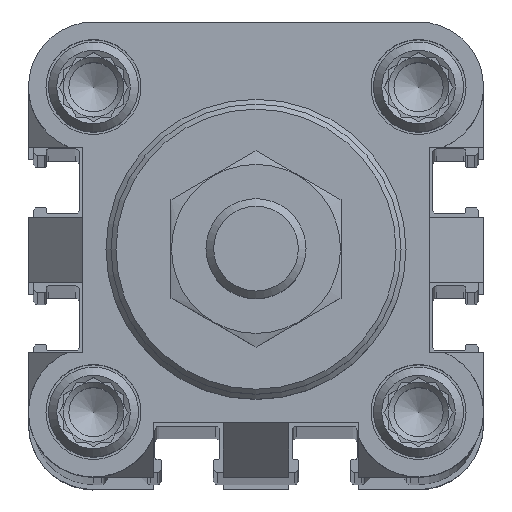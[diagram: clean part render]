
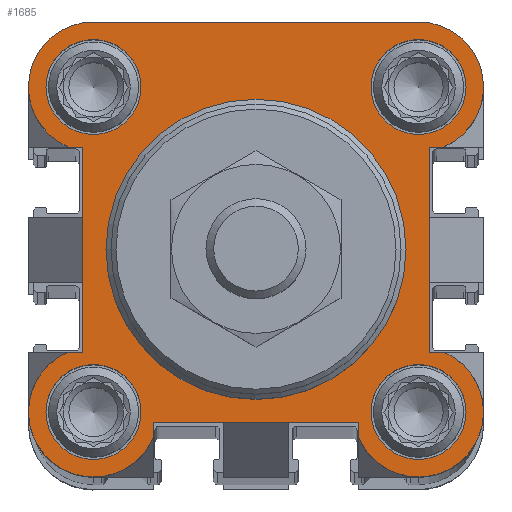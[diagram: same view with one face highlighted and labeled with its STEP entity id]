
A CAD part, top view. The second image highlights one B-rep face of the part: STEP entity #1685.
In plain terms, the highlighted planar face has unit normal (0, 0, 1).
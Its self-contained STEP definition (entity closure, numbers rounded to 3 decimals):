
#1685 = ADVANCED_FACE( '', ( #3544, #3545, #3546, #3547, #3548, #3549 ), #3550, .T. );
#3544 = FACE_BOUND( '', #5528, .T. );
#3545 = FACE_BOUND( '', #5529, .T. );
#3546 = FACE_BOUND( '', #5530, .T. );
#3547 = FACE_BOUND( '', #5531, .T. );
#3548 = FACE_BOUND( '', #5532, .T. );
#3549 = FACE_OUTER_BOUND( '', #5533, .T. );
#3550 = PLANE( '', #5534 );
#5528 = EDGE_LOOP( '', ( #10336 ) );
#5529 = EDGE_LOOP( '', ( #10337 ) );
#5530 = EDGE_LOOP( '', ( #10338 ) );
#5531 = EDGE_LOOP( '', ( #10339 ) );
#5532 = EDGE_LOOP( '', ( #10340 ) );
#5533 = EDGE_LOOP( '', ( #10341, #10342, #10343, #10344, #10345, #10346, #10347, #10348, #10349, #10350, #10351, #10352, #10353, #10354 ) );
#5534 = AXIS2_PLACEMENT_3D( '', #10355, #10356, #10357 );
#10336 = ORIENTED_EDGE( '', *, *, #12142, .T. );
#10337 = ORIENTED_EDGE( '', *, *, #11771, .T. );
#10338 = ORIENTED_EDGE( '', *, *, #12213, .T. );
#10339 = ORIENTED_EDGE( '', *, *, #13427, .T. );
#10340 = ORIENTED_EDGE( '', *, *, #12602, .T. );
#10341 = ORIENTED_EDGE( '', *, *, #13045, .F. );
#10342 = ORIENTED_EDGE( '', *, *, #13428, .T. );
#10343 = ORIENTED_EDGE( '', *, *, #12944, .T. );
#10344 = ORIENTED_EDGE( '', *, *, #13429, .T. );
#10345 = ORIENTED_EDGE( '', *, *, #12868, .F. );
#10346 = ORIENTED_EDGE( '', *, *, #13278, .T. );
#10347 = ORIENTED_EDGE( '', *, *, #13423, .F. );
#10348 = ORIENTED_EDGE( '', *, *, #12710, .T. );
#10349 = ORIENTED_EDGE( '', *, *, #13430, .F. );
#10350 = ORIENTED_EDGE( '', *, *, #13431, .T. );
#10351 = ORIENTED_EDGE( '', *, *, #11465, .F. );
#10352 = ORIENTED_EDGE( '', *, *, #12671, .T. );
#10353 = ORIENTED_EDGE( '', *, *, #13243, .F. );
#10354 = ORIENTED_EDGE( '', *, *, #13410, .T. );
#10355 = CARTESIAN_POINT( '', ( -16.25, -16.25, 0. ) );
#10356 = DIRECTION( '', ( 0., 0., 1. ) );
#10357 = DIRECTION( '', ( 1., 0., 0. ) );
#11465 = EDGE_CURVE( '', #13634, #13636, #13637, .T. );
#11771 = EDGE_CURVE( '', #14185, #14185, #14186, .T. );
#12142 = EDGE_CURVE( '', #14801, #14801, #14802, .T. );
#12213 = EDGE_CURVE( '', #14922, #14922, #14923, .T. );
#12602 = EDGE_CURVE( '', #15524, #15524, #15525, .T. );
#12671 = EDGE_CURVE( '', #13634, #15619, #15621, .T. );
#12710 = EDGE_CURVE( '', #15685, #15682, #15686, .T. );
#12868 = EDGE_CURVE( '', #15915, #15907, #15917, .T. );
#12944 = EDGE_CURVE( '', #16022, #16023, #16024, .T. );
#13045 = EDGE_CURVE( '', #16155, #16157, #16158, .T. );
#13243 = EDGE_CURVE( '', #16402, #15619, #16404, .T. );
#13278 = EDGE_CURVE( '', #15915, #16447, #16449, .T. );
#13410 = EDGE_CURVE( '', #16402, #16157, #16601, .T. );
#13423 = EDGE_CURVE( '', #15685, #16447, #16616, .T. );
#13427 = EDGE_CURVE( '', #16620, #16620, #16621, .T. );
#13428 = EDGE_CURVE( '', #16155, #16022, #16622, .T. );
#13429 = EDGE_CURVE( '', #16023, #15907, #16623, .T. );
#13430 = EDGE_CURVE( '', #16624, #15682, #16625, .T. );
#13431 = EDGE_CURVE( '', #16624, #13636, #16626, .T. );
#13634 = VERTEX_POINT( '', #16856 );
#13636 = VERTEX_POINT( '', #16859 );
#13637 = LINE( '', #16860, #16861 );
#14185 = VERTEX_POINT( '', #17648 );
#14186 = CIRCLE( '', #17649, 4.75 );
#14801 = VERTEX_POINT( '', #18708 );
#14802 = CIRCLE( '', #18709, 15. );
#14922 = VERTEX_POINT( '', #18888 );
#14923 = CIRCLE( '', #18889, 4.75 );
#15524 = VERTEX_POINT( '', #19785 );
#15525 = CIRCLE( '', #19786, 4.75 );
#15619 = VERTEX_POINT( '', #19924 );
#15621 = CIRCLE( '', #19927, 6.5 );
#15682 = VERTEX_POINT( '', #20055 );
#15685 = VERTEX_POINT( '', #20059 );
#15686 = CIRCLE( '', #20060, 6.5 );
#15907 = VERTEX_POINT( '', #20382 );
#15915 = VERTEX_POINT( '', #20394 );
#15917 = LINE( '', #20397, #20398 );
#16022 = VERTEX_POINT( '', #20540 );
#16023 = VERTEX_POINT( '', #20541 );
#16024 = LINE( '', #20542, #20543 );
#16155 = VERTEX_POINT( '', #20725 );
#16157 = VERTEX_POINT( '', #20728 );
#16158 = LINE( '', #20729, #20730 );
#16402 = VERTEX_POINT( '', #21087 );
#16404 = LINE( '', #21090, #21091 );
#16447 = VERTEX_POINT( '', #21177 );
#16449 = LINE( '', #21180, #21181 );
#16601 = LINE( '', #21425, #21426 );
#16616 = LINE( '', #21444, #21445 );
#16620 = VERTEX_POINT( '', #21450 );
#16621 = CIRCLE( '', #21451, 4.75 );
#16622 = CIRCLE( '', #21452, 6.5 );
#16623 = CIRCLE( '', #21453, 6.5 );
#16624 = VERTEX_POINT( '', #21454 );
#16625 = LINE( '', #21455, #21456 );
#16626 = LINE( '', #21457, #21458 );
#16856 = CARTESIAN_POINT( '', ( 10.25, -18.75, 0. ) );
#16859 = CARTESIAN_POINT( '', ( 10.25, -17.3, 0. ) );
#16860 = CARTESIAN_POINT( '', ( 10.25, -25.75, 0. ) );
#16861 = VECTOR( '', #21697, 1000. );
#17648 = CARTESIAN_POINT( '', ( 11.5, -16.25, 0. ) );
#17649 = AXIS2_PLACEMENT_3D( '', #22036, #22037, #22038 );
#18708 = CARTESIAN_POINT( '', ( -15., 0., 0. ) );
#18709 = AXIS2_PLACEMENT_3D( '', #22353, #22354, #22355 );
#18888 = CARTESIAN_POINT( '', ( -21., -16.25, 0. ) );
#18889 = AXIS2_PLACEMENT_3D( '', #22424, #22425, #22426 );
#19785 = CARTESIAN_POINT( '', ( 11.5, 16.25, 0. ) );
#19786 = AXIS2_PLACEMENT_3D( '', #22871, #22872, #22873 );
#19924 = CARTESIAN_POINT( '', ( 18.75, -10.25, 0. ) );
#19927 = AXIS2_PLACEMENT_3D( '', #22934, #22935, #22936 );
#20055 = CARTESIAN_POINT( '', ( -10.25, -18.75, 0. ) );
#20059 = CARTESIAN_POINT( '', ( -18.75, -10.25, 0. ) );
#20060 = AXIS2_PLACEMENT_3D( '', #22957, #22958, #22959 );
#20382 = CARTESIAN_POINT( '', ( -18.75, 10.25, 0. ) );
#20394 = CARTESIAN_POINT( '', ( -17.3, 10.25, 0. ) );
#20397 = CARTESIAN_POINT( '', ( -17.3, 10.25, 0. ) );
#20398 = VECTOR( '', #23121, 1000. );
#20540 = CARTESIAN_POINT( '', ( 16.25, 22.75, 0. ) );
#20541 = CARTESIAN_POINT( '', ( -16.25, 22.75, 0. ) );
#20542 = CARTESIAN_POINT( '', ( 16.25, 22.75, 0. ) );
#20543 = VECTOR( '', #23204, 1000. );
#20725 = CARTESIAN_POINT( '', ( 18.75, 10.25, 0. ) );
#20728 = CARTESIAN_POINT( '', ( 17.3, 10.25, 0. ) );
#20729 = CARTESIAN_POINT( '', ( 27.75, 10.25, 0. ) );
#20730 = VECTOR( '', #23302, 1000. );
#21087 = CARTESIAN_POINT( '', ( 17.3, -10.25, 0. ) );
#21090 = CARTESIAN_POINT( '', ( 17.3, -10.25, 0. ) );
#21091 = VECTOR( '', #23456, 1000. );
#21177 = CARTESIAN_POINT( '', ( -17.3, -10.25, 0. ) );
#21180 = CARTESIAN_POINT( '', ( -17.3, 9.835, 0. ) );
#21181 = VECTOR( '', #23474, 1000. );
#21425 = CARTESIAN_POINT( '', ( 17.3, -9.835, 0. ) );
#21426 = VECTOR( '', #23545, 1000. );
#21444 = CARTESIAN_POINT( '', ( -25.75, -10.25, 0. ) );
#21445 = VECTOR( '', #23555, 1000. );
#21450 = CARTESIAN_POINT( '', ( -21., 16.25, 0. ) );
#21451 = AXIS2_PLACEMENT_3D( '', #23557, #23558, #23559 );
#21452 = AXIS2_PLACEMENT_3D( '', #23560, #23561, #23562 );
#21453 = AXIS2_PLACEMENT_3D( '', #23563, #23564, #23565 );
#21454 = CARTESIAN_POINT( '', ( -10.25, -17.3, 0. ) );
#21455 = CARTESIAN_POINT( '', ( -10.25, -17.3, 0. ) );
#21456 = VECTOR( '', #23566, 1000. );
#21457 = CARTESIAN_POINT( '', ( -9.835, -17.3, 0. ) );
#21458 = VECTOR( '', #23567, 1000. );
#21697 = DIRECTION( '', ( 0., 1., 0. ) );
#22036 = CARTESIAN_POINT( '', ( 16.25, -16.25, 0. ) );
#22037 = DIRECTION( '', ( 0., 0., -1. ) );
#22038 = DIRECTION( '', ( -1., 0., 0. ) );
#22353 = CARTESIAN_POINT( '', ( 0., 0., 0. ) );
#22354 = DIRECTION( '', ( 0., 0., -1. ) );
#22355 = DIRECTION( '', ( -1., 0., 0. ) );
#22424 = CARTESIAN_POINT( '', ( -16.25, -16.25, 0. ) );
#22425 = DIRECTION( '', ( 0., 0., -1. ) );
#22426 = DIRECTION( '', ( -1., 0., 0. ) );
#22871 = CARTESIAN_POINT( '', ( 16.25, 16.25, 0. ) );
#22872 = DIRECTION( '', ( 0., 0., -1. ) );
#22873 = DIRECTION( '', ( -1., 0., 0. ) );
#22934 = CARTESIAN_POINT( '', ( 16.25, -16.25, 0. ) );
#22935 = DIRECTION( '', ( 0., 0., 1. ) );
#22936 = DIRECTION( '', ( 1., 0., 0. ) );
#22957 = CARTESIAN_POINT( '', ( -16.25, -16.25, 0. ) );
#22958 = DIRECTION( '', ( 0., 0., 1. ) );
#22959 = DIRECTION( '', ( 1., 0., 0. ) );
#23121 = DIRECTION( '', ( -1., 0., 0. ) );
#23204 = DIRECTION( '', ( -1., 0., 0. ) );
#23302 = DIRECTION( '', ( -1., 0., 0. ) );
#23456 = DIRECTION( '', ( 1., 0., 0. ) );
#23474 = DIRECTION( '', ( 0., -1., 0. ) );
#23545 = DIRECTION( '', ( 0., 1., 0. ) );
#23555 = DIRECTION( '', ( 1., 0., 0. ) );
#23557 = CARTESIAN_POINT( '', ( -16.25, 16.25, 0. ) );
#23558 = DIRECTION( '', ( 0., 0., -1. ) );
#23559 = DIRECTION( '', ( -1., 0., 0. ) );
#23560 = CARTESIAN_POINT( '', ( 16.25, 16.25, 0. ) );
#23561 = DIRECTION( '', ( 0., 0., 1. ) );
#23562 = DIRECTION( '', ( 1., 0., 0. ) );
#23563 = CARTESIAN_POINT( '', ( -16.25, 16.25, 0. ) );
#23564 = DIRECTION( '', ( 0., 0., 1. ) );
#23565 = DIRECTION( '', ( 1., 0., 0. ) );
#23566 = DIRECTION( '', ( 0., -1., 0. ) );
#23567 = DIRECTION( '', ( 1., 0., 0. ) );
